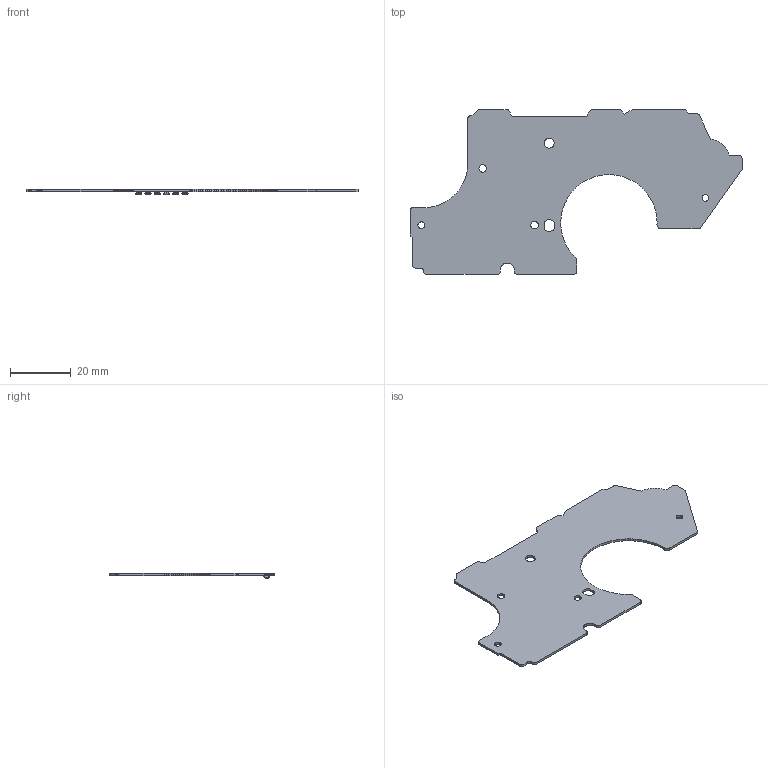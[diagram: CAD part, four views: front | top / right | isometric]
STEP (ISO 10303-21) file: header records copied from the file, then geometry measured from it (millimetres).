
FILE_DESCRIPTION(('KiCad electronic assembly'),'2;1');
FILE_NAME('procon_gcc_button_board.step','2023-05-26T20:49:35',('Pcbnew' ),('Kicad'),'Open CASCADE STEP processor 7.6', 'KiCad to STEP converter','Unknown');
FILE_SCHEMA(('AUTOMOTIVE_DESIGN { 1 0 10303 214 1 1 1 1 }'));
Length unit declared in the file: millimetre
Products named in the file (4): procon_gcc_button_board 1; SOT-363_SC-70-6; SOLID; procon_gcc_button_board PCB
Assembly tree (8 placements, depth 3):
  procon_gcc_button_board 1
    SOT-363_SC-70-6  x6
      SOLID
    procon_gcc_button_board PCB
Bounding box: 109.4 x 54.3 x 1.88 mm (x, y, z)
Volume: 2849.2 mm3; surface area: 7656.3 mm2
Topology: 7 solids, 7 shells, 1193 faces, 3177 edges, 1998 vertices
Faces by surface type: plane 869, bspline 180, cylinder 144
Entity records: 42900 total; most frequent: CARTESIAN_POINT 7333, DIRECTION 6307, LINE 5023, VECTOR 5023, ORIENTED_EDGE 3474, PCURVE 3474, DEFINITIONAL_REPRESENTATION 3474, EDGE_CURVE 1737
